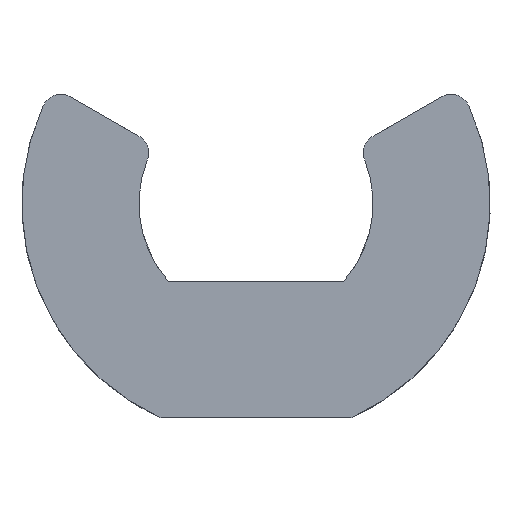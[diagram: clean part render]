
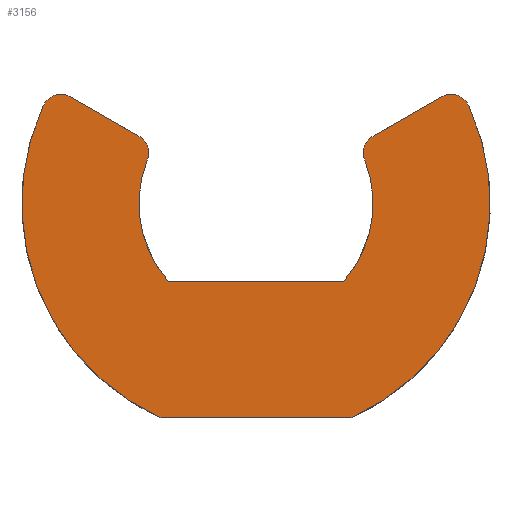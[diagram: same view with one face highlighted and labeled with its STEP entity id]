
A CAD part, front view. The second image highlights one B-rep face of the part: STEP entity #3156.
In plain terms, the highlighted planar face has unit normal (0, -1, 0).
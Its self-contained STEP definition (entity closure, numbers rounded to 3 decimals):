
#75=PLANE('',#3513);
#158=LINE('',#5354,#400);
#298=LINE('',#5872,#540);
#308=LINE('',#5896,#550);
#317=LINE('',#5933,#559);
#400=VECTOR('',#3815,10.);
#540=VECTOR('',#4371,10.);
#550=VECTOR('',#4393,10.);
#559=VECTOR('',#4440,10.);
#802=FACE_OUTER_BOUND('',#962,.T.);
#962=EDGE_LOOP('',(#2947,#2948,#2949,#2950,#2951,#2952,#2953,#2954,#2955,
#2956,#2957,#2958));
#980=CIRCLE('',#3193,6.);
#990=CIRCLE('',#3211,6.);
#1156=CIRCLE('',#3501,1.);
#1157=CIRCLE('',#3503,1.);
#1160=CIRCLE('',#3511,1.);
#1162=CIRCLE('',#3514,12.);
#1163=CIRCLE('',#3515,12.);
#1164=CIRCLE('',#3516,1.);
#1249=VERTEX_POINT('',#4840);
#1250=VERTEX_POINT('',#4842);
#1270=VERTEX_POINT('',#5122);
#1271=VERTEX_POINT('',#5124);
#1514=VERTEX_POINT('',#5869);
#1515=VERTEX_POINT('',#5871);
#1522=VERTEX_POINT('',#5893);
#1523=VERTEX_POINT('',#5895);
#1529=VERTEX_POINT('',#5924);
#1531=VERTEX_POINT('',#5930);
#1532=VERTEX_POINT('',#5932);
#1533=VERTEX_POINT('',#5934);
#1582=EDGE_CURVE('',#1250,#1249,#980,.T.);
#1616=EDGE_CURVE('',#1271,#1270,#990,.T.);
#1719=EDGE_CURVE('',#1270,#1250,#158,.T.);
#1979=EDGE_CURVE('',#1515,#1514,#298,.T.);
#1992=EDGE_CURVE('',#1523,#1522,#308,.T.);
#2000=EDGE_CURVE('',#1271,#1522,#1156,.T.);
#2001=EDGE_CURVE('',#1515,#1249,#1157,.T.);
#2006=EDGE_CURVE('',#1529,#1514,#1160,.T.);
#2009=EDGE_CURVE('',#1529,#1531,#1162,.T.);
#2010=EDGE_CURVE('',#1531,#1532,#317,.T.);
#2011=EDGE_CURVE('',#1532,#1533,#1163,.T.);
#2012=EDGE_CURVE('',#1523,#1533,#1164,.T.);
#2947=ORIENTED_EDGE('',*,*,#2006,.F.);
#2948=ORIENTED_EDGE('',*,*,#2009,.T.);
#2949=ORIENTED_EDGE('',*,*,#2010,.T.);
#2950=ORIENTED_EDGE('',*,*,#2011,.T.);
#2951=ORIENTED_EDGE('',*,*,#2012,.F.);
#2952=ORIENTED_EDGE('',*,*,#1992,.T.);
#2953=ORIENTED_EDGE('',*,*,#2000,.F.);
#2954=ORIENTED_EDGE('',*,*,#1616,.T.);
#2955=ORIENTED_EDGE('',*,*,#1719,.T.);
#2956=ORIENTED_EDGE('',*,*,#1582,.T.);
#2957=ORIENTED_EDGE('',*,*,#2001,.F.);
#2958=ORIENTED_EDGE('',*,*,#1979,.T.);
#3156=ADVANCED_FACE('',(#802),#75,.F.);
#3193=AXIS2_PLACEMENT_3D('',#4843,#3569,#3570);
#3211=AXIS2_PLACEMENT_3D('',#5125,#3615,#3616);
#3501=AXIS2_PLACEMENT_3D('',#5911,#4409,#4410);
#3503=AXIS2_PLACEMENT_3D('',#5913,#4413,#4414);
#3511=AXIS2_PLACEMENT_3D('',#5925,#4431,#4432);
#3513=AXIS2_PLACEMENT_3D('',#5929,#4436,#4437);
#3514=AXIS2_PLACEMENT_3D('',#5931,#4438,#4439);
#3515=AXIS2_PLACEMENT_3D('',#5935,#4441,#4442);
#3516=AXIS2_PLACEMENT_3D('',#5936,#4443,#4444);
#3569=DIRECTION('center_axis',(0.,1.,0.));
#3570=DIRECTION('ref_axis',(1.,0.,0.));
#3615=DIRECTION('center_axis',(0.,1.,0.));
#3616=DIRECTION('ref_axis',(1.,0.,0.));
#3815=DIRECTION('',(-1.,0.,0.));
#4371=DIRECTION('',(-0.866,0.,0.5));
#4393=DIRECTION('',(-0.866,0.,-0.5));
#4409=DIRECTION('center_axis',(0.,1.,0.));
#4410=DIRECTION('ref_axis',(-0.945,0.,0.327));
#4413=DIRECTION('center_axis',(0.,1.,0.));
#4414=DIRECTION('ref_axis',(0.945,0.,0.327));
#4431=DIRECTION('center_axis',(0.,1.,0.));
#4432=DIRECTION('ref_axis',(-0.303,0.,0.953));
#4436=DIRECTION('center_axis',(0.,1.,0.));
#4437=DIRECTION('ref_axis',(1.,0.,0.));
#4438=DIRECTION('center_axis',(0.,-1.,0.));
#4439=DIRECTION('ref_axis',(1.,0.,0.));
#4440=DIRECTION('',(1.,0.,0.));
#4441=DIRECTION('center_axis',(0.,-1.,0.));
#4442=DIRECTION('ref_axis',(1.,0.,0.));
#4443=DIRECTION('center_axis',(0.,1.,0.));
#4444=DIRECTION('ref_axis',(0.303,0.,0.953));
#4840=CARTESIAN_POINT('',(-5.571,-5.,2.227));
#4842=CARTESIAN_POINT('',(-4.5,-5.,-3.969));
#4843=CARTESIAN_POINT('Origin',(0.,-5.,0.));
#5122=CARTESIAN_POINT('',(4.5,-5.,-3.969));
#5124=CARTESIAN_POINT('',(5.571,-5.,2.227));
#5125=CARTESIAN_POINT('Origin',(0.,-5.,0.));
#5354=CARTESIAN_POINT('',(-4.5,-5.,-3.969));
#5869=CARTESIAN_POINT('',(-9.487,-5.,5.477));
#5871=CARTESIAN_POINT('',(-6.,-5.,3.464));
#5872=CARTESIAN_POINT('',(0.,-5.,0.));
#5893=CARTESIAN_POINT('',(6.,-5.,3.464));
#5895=CARTESIAN_POINT('',(9.487,-5.,5.477));
#5896=CARTESIAN_POINT('',(0.,-5.,0.));
#5911=CARTESIAN_POINT('Origin',(6.5,-5.,2.598));
#5913=CARTESIAN_POINT('Origin',(-6.5,-5.,2.598));
#5924=CARTESIAN_POINT('',(-10.895,-5.,5.03));
#5925=CARTESIAN_POINT('Origin',(-9.987,-5.,4.611));
#5929=CARTESIAN_POINT('Origin',(0.,-5.,-2.484));
#5930=CARTESIAN_POINT('',(-4.867,-5.,-10.969));
#5931=CARTESIAN_POINT('Origin',(0.,-5.,0.));
#5932=CARTESIAN_POINT('',(4.867,-5.,-10.969));
#5933=CARTESIAN_POINT('',(-4.867,-5.,-10.969));
#5934=CARTESIAN_POINT('',(10.895,-5.,5.03));
#5935=CARTESIAN_POINT('Origin',(0.,-5.,0.));
#5936=CARTESIAN_POINT('Origin',(9.987,-5.,4.611));
